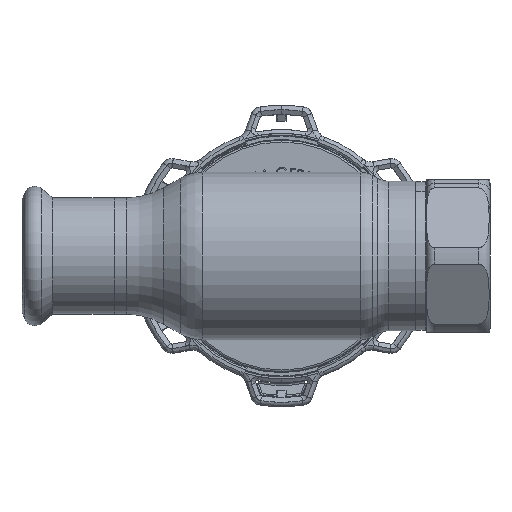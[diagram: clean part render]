
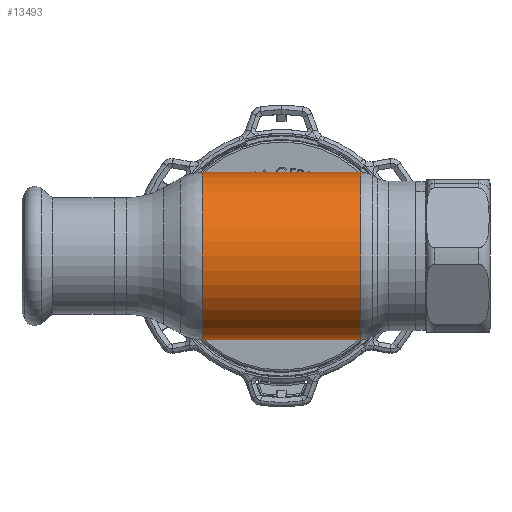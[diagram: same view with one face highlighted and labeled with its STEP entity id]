
A CAD part, front view. The second image highlights one B-rep face of the part: STEP entity #13493.
In plain terms, the highlighted cylindrical face has radius 22.5 mm (diameter 45 mm), a partial arc.
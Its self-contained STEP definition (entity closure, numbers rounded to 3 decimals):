
#1037 = EDGE_CURVE ( 'NONE', #22151, #6106, #16246, .T. ) ;
#2551 = ORIENTED_EDGE ( 'NONE', *, *, #1037, .F. ) ;
#3210 = LINE ( 'NONE', #10050, #20736 ) ;
#5552 = CARTESIAN_POINT ( 'NONE',  ( -21.285, 0., 0. ) ) ;
#6106 = VERTEX_POINT ( 'NONE', #32531 ) ;
#6634 = CYLINDRICAL_SURFACE ( 'NONE', #7077, 22.5 ) ;
#6662 = DIRECTION ( 'NONE',  ( -1., 0., 0. ) ) ;
#7077 = AXIS2_PLACEMENT_3D ( 'NONE', #32404, #16724, #19520 ) ;
#9843 = FACE_OUTER_BOUND ( 'NONE', #29333, .T. ) ;
#10050 = CARTESIAN_POINT ( 'NONE',  ( -62.69, 0., 22.5 ) ) ;
#10081 = DIRECTION ( 'NONE',  ( 0., 0., 1. ) ) ;
#10965 = EDGE_CURVE ( 'NONE', #22151, #23004, #23230, .T. ) ;
#12892 = VECTOR ( 'NONE', #38545, 1000. ) ;
#13493 = ADVANCED_FACE ( 'NONE', ( #9843 ), #6634, .T. ) ;
#13509 = EDGE_CURVE ( 'NONE', #23004, #37416, #3210, .T. ) ;
#13844 = CARTESIAN_POINT ( 'NONE',  ( -21.285, 0., 22.5 ) ) ;
#16246 = LINE ( 'NONE', #38962, #12892 ) ;
#16318 = EDGE_CURVE ( 'NONE', #6106, #37416, #29057, .T. ) ;
#16724 = DIRECTION ( 'NONE',  ( -1., 0., 0. ) ) ;
#16965 = CARTESIAN_POINT ( 'NONE',  ( 21.285, 0., 0. ) ) ;
#19520 = DIRECTION ( 'NONE',  ( 0., 0., 1. ) ) ;
#20736 = VECTOR ( 'NONE', #29625, 1000. ) ;
#22151 = VERTEX_POINT ( 'NONE', #32121 ) ;
#23004 = VERTEX_POINT ( 'NONE', #31035 ) ;
#23230 = CIRCLE ( 'NONE', #32035, 22.5 ) ;
#24413 = ORIENTED_EDGE ( 'NONE', *, *, #10965, .T. ) ;
#28779 = DIRECTION ( 'NONE',  ( -1., 0., 0. ) ) ;
#29057 = CIRCLE ( 'NONE', #30426, 22.5 ) ;
#29060 = ORIENTED_EDGE ( 'NONE', *, *, #16318, .F. ) ;
#29333 = EDGE_LOOP ( 'NONE', ( #2551, #24413, #41910, #29060 ) ) ;
#29625 = DIRECTION ( 'NONE',  ( -1., 0., 0. ) ) ;
#30426 = AXIS2_PLACEMENT_3D ( 'NONE', #5552, #28779, #38153 ) ;
#31035 = CARTESIAN_POINT ( 'NONE',  ( 21.285, 0., 22.5 ) ) ;
#32035 = AXIS2_PLACEMENT_3D ( 'NONE', #16965, #6662, #10081 ) ;
#32121 = CARTESIAN_POINT ( 'NONE',  ( 21.285, 0., -22.5 ) ) ;
#32404 = CARTESIAN_POINT ( 'NONE',  ( -62.69, 0., 0. ) ) ;
#32531 = CARTESIAN_POINT ( 'NONE',  ( -21.285, 0., -22.5 ) ) ;
#37416 = VERTEX_POINT ( 'NONE', #13844 ) ;
#38153 = DIRECTION ( 'NONE',  ( 0., 0., 1. ) ) ;
#38545 = DIRECTION ( 'NONE',  ( -1., 0., 0. ) ) ;
#38962 = CARTESIAN_POINT ( 'NONE',  ( -62.69, 0., -22.5 ) ) ;
#41910 = ORIENTED_EDGE ( 'NONE', *, *, #13509, .T. ) ;
